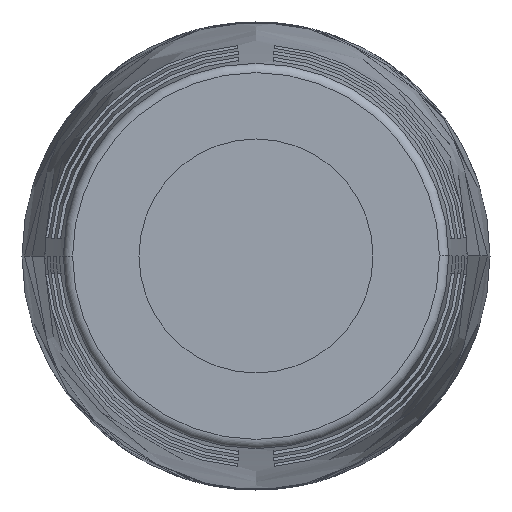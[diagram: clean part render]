
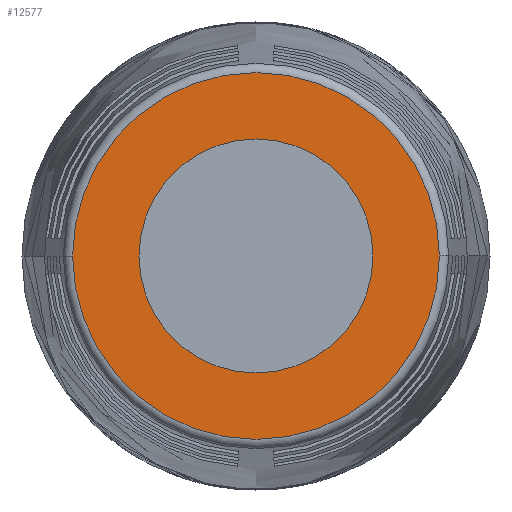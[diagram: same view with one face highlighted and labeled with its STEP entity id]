
A CAD part, front view. The second image highlights one B-rep face of the part: STEP entity #12577.
In plain terms, the highlighted planar face has unit normal (0, -1, 0).
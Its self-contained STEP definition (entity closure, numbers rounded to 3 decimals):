
#4474=CARTESIAN_POINT('',(0.,-18.4,0.));
#4475=DIRECTION('',(0.,1.,0.));
#4476=DIRECTION('',(1.,0.,0.));
#4477=AXIS2_PLACEMENT_3D('',#4474,#4475,#4476);
#4479=CARTESIAN_POINT('',(0.,-18.4,0.));
#4480=DIRECTION('',(0.,1.,0.));
#4481=DIRECTION('',(-1.,0.,0.));
#4482=AXIS2_PLACEMENT_3D('',#4479,#4480,#4481);
#4484=CARTESIAN_POINT('',(0.,-18.4,0.));
#4485=DIRECTION('',(0.,-1.,0.));
#4486=DIRECTION('',(1.,0.,0.));
#4487=AXIS2_PLACEMENT_3D('',#4484,#4485,#4486);
#4489=CARTESIAN_POINT('',(0.,-18.4,0.));
#4490=DIRECTION('',(0.,-1.,0.));
#4491=DIRECTION('',(-1.,0.,0.));
#4492=AXIS2_PLACEMENT_3D('',#4489,#4490,#4491);
#7401=CARTESIAN_POINT('',(3.918,-18.4,0.));
#7402=CARTESIAN_POINT('',(-3.918,-18.4,0.));
#7403=VERTEX_POINT('',#7401);
#7404=VERTEX_POINT('',#7402);
#7724=CARTESIAN_POINT('',(2.5,-18.4,0.));
#7725=CARTESIAN_POINT('',(-2.5,-18.4,0.));
#7726=VERTEX_POINT('',#7724);
#7727=VERTEX_POINT('',#7725);
#12562=CARTESIAN_POINT('',(0.,-18.4,0.));
#12563=DIRECTION('',(0.,1.,0.));
#12564=DIRECTION('',(-1.,0.,0.));
#12565=AXIS2_PLACEMENT_3D('',#12562,#12563,#12564);
#12566=PLANE('',#12565);
#12567=ORIENTED_EDGE('',*,*,#12556,.T.);
#12568=ORIENTED_EDGE('',*,*,#12542,.T.);
#12569=EDGE_LOOP('',(#12567,#12568));
#12570=FACE_OUTER_BOUND('',#12569,.F.);
#12572=ORIENTED_EDGE('',*,*,#12571,.T.);
#12574=ORIENTED_EDGE('',*,*,#12573,.T.);
#12575=EDGE_LOOP('',(#12572,#12574));
#12576=FACE_BOUND('',#12575,.F.);
#4478=CIRCLE('',#4477,3.918);
#4483=CIRCLE('',#4482,3.918);
#4488=CIRCLE('',#4487,2.5);
#4493=CIRCLE('',#4492,2.5);
#12542=EDGE_CURVE('',#7404,#7403,#4483,.T.);
#12556=EDGE_CURVE('',#7403,#7404,#4478,.T.);
#12571=EDGE_CURVE('',#7726,#7727,#4488,.T.);
#12573=EDGE_CURVE('',#7727,#7726,#4493,.T.);
#12577=ADVANCED_FACE('',(#12570,#12576),#12566,.F.);
